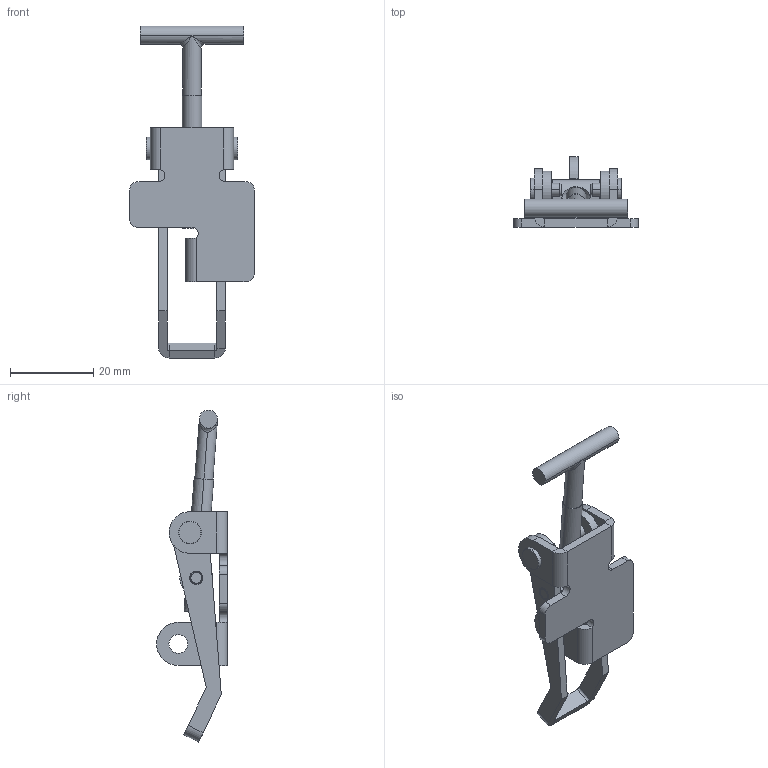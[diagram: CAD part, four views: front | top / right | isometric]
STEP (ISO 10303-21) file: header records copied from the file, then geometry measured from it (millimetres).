
FILE_DESCRIPTION (( 'STEP AP214' ), '1' );
FILE_NAME ('520103 - 701 TLA.STEP', '2017-02-01T08:13:05', ( '' ), ( '' ), 'SwSTEP 2.0', 'SolidWorks 2015', '' );
FILE_SCHEMA (( 'AUTOMOTIVE_DESIGN' ));
Length unit declared in the file: millimetre
Products named in the file (6): 720951 - T-skruv 701 FZB; 701 - Mid Cylinder; 701 - Ansatsnit; 701 - Bygel; 701 - LA; 520103 - 701 TLA
Assembly tree (6 placements, depth 2):
  520103 - 701 TLA
    701 - LA
    701 - Bygel
    701 - Ansatsnit  x2
    701 - Mid Cylinder
    720951 - T-skruv 701 FZB
Bounding box: 30 x 17 x 79.87 mm (x, y, z)
Volume: 5210.3 mm3; surface area: 6320.5 mm2
Topology: 6 solids, 6 shells, 147 faces, 330 edges, 198 vertices
Faces by surface type: cylinder 66, plane 63, cone 12, torus 4, bspline 2
Entity records: 4236 total; most frequent: CARTESIAN_POINT 924, DIRECTION 696, ORIENTED_EDGE 600, EDGE_CURVE 300, AXIS2_PLACEMENT_3D 266, VERTEX_POINT 182, LINE 164, VECTOR 164
